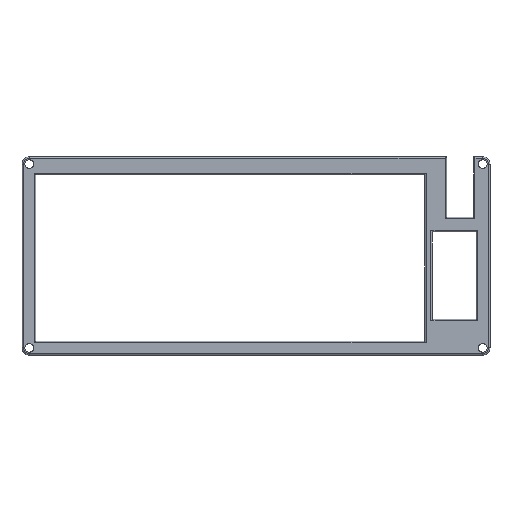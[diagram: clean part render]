
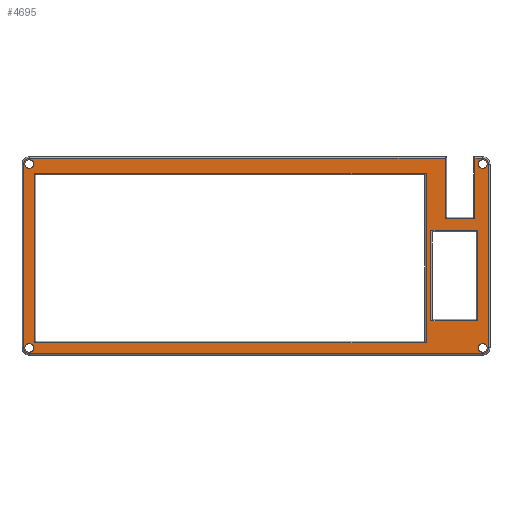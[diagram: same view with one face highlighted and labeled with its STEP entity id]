
A CAD part, top view. The second image highlights one B-rep face of the part: STEP entity #4695.
In plain terms, the highlighted planar face has unit normal (0, 0, 1).
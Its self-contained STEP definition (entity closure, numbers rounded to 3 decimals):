
#66=CIRCLE('',#4832,4.);
#68=CIRCLE('',#4838,4.);
#69=CIRCLE('',#4839,4.);
#70=CIRCLE('',#4840,4.);
#71=CIRCLE('',#4841,3.);
#72=CIRCLE('',#4842,3.);
#73=CIRCLE('',#4843,3.);
#74=CIRCLE('',#4844,3.);
#105=FACE_BOUND('',#695,.T.);
#106=FACE_BOUND('',#696,.T.);
#107=FACE_BOUND('',#697,.T.);
#108=FACE_BOUND('',#698,.T.);
#109=FACE_BOUND('',#699,.T.);
#110=FACE_BOUND('',#700,.T.);
#181=PLANE('',#4837);
#414=FACE_OUTER_BOUND('',#694,.T.);
#694=EDGE_LOOP('',(#4147,#4148,#4149,#4150,#4151,#4152,#4153,#4154,#4155,
#4156,#4157,#4158));
#695=EDGE_LOOP('',(#4159,#4160,#4161,#4162));
#696=EDGE_LOOP('',(#4163));
#697=EDGE_LOOP('',(#4164));
#698=EDGE_LOOP('',(#4165));
#699=EDGE_LOOP('',(#4166));
#700=EDGE_LOOP('',(#4167,#4168,#4169,#4170));
#1064=LINE('',#9282,#1438);
#1065=LINE('',#9286,#1439);
#1066=LINE('',#9288,#1440);
#1067=LINE('',#9290,#1441);
#1068=LINE('',#9292,#1442);
#1069=LINE('',#9294,#1443);
#1070=LINE('',#9298,#1444);
#1071=LINE('',#9302,#1445);
#1072=LINE('',#9306,#1446);
#1073=LINE('',#9308,#1447);
#1074=LINE('',#9310,#1448);
#1075=LINE('',#9311,#1449);
#1076=LINE('',#9322,#1450);
#1077=LINE('',#9324,#1451);
#1078=LINE('',#9326,#1452);
#1079=LINE('',#9327,#1453);
#1438=VECTOR('',#5400,10.);
#1439=VECTOR('',#5405,10.);
#1440=VECTOR('',#5406,10.);
#1441=VECTOR('',#5407,10.);
#1442=VECTOR('',#5408,10.);
#1443=VECTOR('',#5409,10.);
#1444=VECTOR('',#5412,10.);
#1445=VECTOR('',#5415,10.);
#1446=VECTOR('',#5418,10.);
#1447=VECTOR('',#5419,10.);
#1448=VECTOR('',#5420,10.);
#1449=VECTOR('',#5421,10.);
#1450=VECTOR('',#5430,10.);
#1451=VECTOR('',#5431,10.);
#1452=VECTOR('',#5432,10.);
#1453=VECTOR('',#5433,10.);
#2192=VERTEX_POINT('',#9265);
#2195=VERTEX_POINT('',#9270);
#2197=VERTEX_POINT('',#9281);
#2198=VERTEX_POINT('',#9285);
#2199=VERTEX_POINT('',#9287);
#2200=VERTEX_POINT('',#9289);
#2201=VERTEX_POINT('',#9291);
#2202=VERTEX_POINT('',#9293);
#2203=VERTEX_POINT('',#9295);
#2204=VERTEX_POINT('',#9297);
#2205=VERTEX_POINT('',#9299);
#2206=VERTEX_POINT('',#9301);
#2207=VERTEX_POINT('',#9304);
#2208=VERTEX_POINT('',#9305);
#2209=VERTEX_POINT('',#9307);
#2210=VERTEX_POINT('',#9309);
#2211=VERTEX_POINT('',#9312);
#2212=VERTEX_POINT('',#9314);
#2213=VERTEX_POINT('',#9316);
#2214=VERTEX_POINT('',#9318);
#2215=VERTEX_POINT('',#9320);
#2216=VERTEX_POINT('',#9321);
#2217=VERTEX_POINT('',#9323);
#2218=VERTEX_POINT('',#9325);
#2851=EDGE_CURVE('',#2195,#2192,#66,.T.);
#2856=EDGE_CURVE('',#2192,#2197,#1064,.T.);
#2858=EDGE_CURVE('',#2198,#2195,#1065,.T.);
#2859=EDGE_CURVE('',#2199,#2198,#1066,.T.);
#2860=EDGE_CURVE('',#2200,#2199,#1067,.T.);
#2861=EDGE_CURVE('',#2201,#2200,#1068,.T.);
#2862=EDGE_CURVE('',#2202,#2201,#1069,.T.);
#2863=EDGE_CURVE('',#2203,#2202,#68,.T.);
#2864=EDGE_CURVE('',#2204,#2203,#1070,.T.);
#2865=EDGE_CURVE('',#2205,#2204,#69,.T.);
#2866=EDGE_CURVE('',#2206,#2205,#1071,.T.);
#2867=EDGE_CURVE('',#2197,#2206,#70,.T.);
#2868=EDGE_CURVE('',#2207,#2208,#1072,.T.);
#2869=EDGE_CURVE('',#2209,#2207,#1073,.T.);
#2870=EDGE_CURVE('',#2210,#2209,#1074,.T.);
#2871=EDGE_CURVE('',#2208,#2210,#1075,.T.);
#2872=EDGE_CURVE('',#2211,#2211,#71,.T.);
#2873=EDGE_CURVE('',#2212,#2212,#72,.T.);
#2874=EDGE_CURVE('',#2213,#2213,#73,.T.);
#2875=EDGE_CURVE('',#2214,#2214,#74,.T.);
#2876=EDGE_CURVE('',#2215,#2216,#1076,.T.);
#2877=EDGE_CURVE('',#2217,#2215,#1077,.T.);
#2878=EDGE_CURVE('',#2218,#2217,#1078,.T.);
#2879=EDGE_CURVE('',#2216,#2218,#1079,.T.);
#4147=ORIENTED_EDGE('',*,*,#2851,.F.);
#4148=ORIENTED_EDGE('',*,*,#2858,.F.);
#4149=ORIENTED_EDGE('',*,*,#2859,.F.);
#4150=ORIENTED_EDGE('',*,*,#2860,.F.);
#4151=ORIENTED_EDGE('',*,*,#2861,.F.);
#4152=ORIENTED_EDGE('',*,*,#2862,.F.);
#4153=ORIENTED_EDGE('',*,*,#2863,.F.);
#4154=ORIENTED_EDGE('',*,*,#2864,.F.);
#4155=ORIENTED_EDGE('',*,*,#2865,.F.);
#4156=ORIENTED_EDGE('',*,*,#2866,.F.);
#4157=ORIENTED_EDGE('',*,*,#2867,.F.);
#4158=ORIENTED_EDGE('',*,*,#2856,.F.);
#4159=ORIENTED_EDGE('',*,*,#2868,.F.);
#4160=ORIENTED_EDGE('',*,*,#2869,.F.);
#4161=ORIENTED_EDGE('',*,*,#2870,.F.);
#4162=ORIENTED_EDGE('',*,*,#2871,.F.);
#4163=ORIENTED_EDGE('',*,*,#2872,.T.);
#4164=ORIENTED_EDGE('',*,*,#2873,.T.);
#4165=ORIENTED_EDGE('',*,*,#2874,.T.);
#4166=ORIENTED_EDGE('',*,*,#2875,.T.);
#4167=ORIENTED_EDGE('',*,*,#2876,.F.);
#4168=ORIENTED_EDGE('',*,*,#2877,.F.);
#4169=ORIENTED_EDGE('',*,*,#2878,.F.);
#4170=ORIENTED_EDGE('',*,*,#2879,.F.);
#4695=ADVANCED_FACE('',(#414,#105,#106,#107,#108,#109,#110),#181,.T.);
#4832=AXIS2_PLACEMENT_3D('',#9272,#5388,#5389);
#4837=AXIS2_PLACEMENT_3D('',#9284,#5403,#5404);
#4838=AXIS2_PLACEMENT_3D('',#9296,#5410,#5411);
#4839=AXIS2_PLACEMENT_3D('',#9300,#5413,#5414);
#4840=AXIS2_PLACEMENT_3D('',#9303,#5416,#5417);
#4841=AXIS2_PLACEMENT_3D('',#9313,#5422,#5423);
#4842=AXIS2_PLACEMENT_3D('',#9315,#5424,#5425);
#4843=AXIS2_PLACEMENT_3D('',#9317,#5426,#5427);
#4844=AXIS2_PLACEMENT_3D('',#9319,#5428,#5429);
#5388=DIRECTION('center_axis',(0.,0.,-1.));
#5389=DIRECTION('ref_axis',(0.707,0.707,0.));
#5400=DIRECTION('',(0.,-1.,0.));
#5403=DIRECTION('center_axis',(0.,0.,1.));
#5404=DIRECTION('ref_axis',(1.,0.,0.));
#5405=DIRECTION('',(1.,0.,0.));
#5406=DIRECTION('',(0.,1.,0.));
#5407=DIRECTION('',(1.,0.,0.));
#5408=DIRECTION('',(0.,-1.,0.));
#5409=DIRECTION('',(1.,0.,0.));
#5410=DIRECTION('center_axis',(0.,0.,-1.));
#5411=DIRECTION('ref_axis',(-0.707,0.707,0.));
#5412=DIRECTION('',(0.,1.,0.));
#5413=DIRECTION('center_axis',(0.,0.,-1.));
#5414=DIRECTION('ref_axis',(-0.707,-0.707,0.));
#5415=DIRECTION('',(-1.,0.,0.));
#5416=DIRECTION('center_axis',(0.,0.,-1.));
#5417=DIRECTION('ref_axis',(0.707,-0.707,0.));
#5418=DIRECTION('',(1.,0.,0.));
#5419=DIRECTION('',(0.,-1.,0.));
#5420=DIRECTION('',(-1.,0.,0.));
#5421=DIRECTION('',(0.,1.,0.));
#5422=DIRECTION('center_axis',(0.,0.,-1.));
#5423=DIRECTION('ref_axis',(1.,0.,0.));
#5424=DIRECTION('center_axis',(0.,0.,-1.));
#5425=DIRECTION('ref_axis',(1.,0.,0.));
#5426=DIRECTION('center_axis',(0.,0.,-1.));
#5427=DIRECTION('ref_axis',(1.,0.,0.));
#5428=DIRECTION('center_axis',(0.,0.,-1.));
#5429=DIRECTION('ref_axis',(1.,0.,0.));
#5430=DIRECTION('',(0.,-1.,0.));
#5431=DIRECTION('',(-1.,0.,0.));
#5432=DIRECTION('',(0.,1.,0.));
#5433=DIRECTION('',(1.,0.,0.));
#9265=CARTESIAN_POINT('',(310.5,127.2,1.5));
#9270=CARTESIAN_POINT('',(306.5,131.2,1.5));
#9272=CARTESIAN_POINT('Origin',(306.5,127.2,1.5));
#9281=CARTESIAN_POINT('',(310.5,1.2,1.5));
#9282=CARTESIAN_POINT('',(310.5,30.2,1.5));
#9284=CARTESIAN_POINT('Origin',(151.,64.2,1.5));
#9285=CARTESIAN_POINT('',(301.196,131.2,1.5));
#9286=CARTESIAN_POINT('',(231.25,131.2,1.5));
#9287=CARTESIAN_POINT('',(301.196,89.7,1.5));
#9288=CARTESIAN_POINT('',(301.196,98.2,1.5));
#9289=CARTESIAN_POINT('',(280.696,89.7,1.5));
#9290=CARTESIAN_POINT('',(225.598,89.7,1.5));
#9291=CARTESIAN_POINT('',(280.696,131.2,1.5));
#9292=CARTESIAN_POINT('',(280.696,77.45,1.5));
#9293=CARTESIAN_POINT('',(-4.5,131.2,1.5));
#9294=CARTESIAN_POINT('',(216.348,131.2,1.5));
#9295=CARTESIAN_POINT('',(-8.5,127.2,1.5));
#9296=CARTESIAN_POINT('Origin',(-4.5,127.2,1.5));
#9297=CARTESIAN_POINT('',(-8.5,1.2,1.5));
#9298=CARTESIAN_POINT('',(-8.5,98.2,1.5));
#9299=CARTESIAN_POINT('',(-4.5,-2.8,1.5));
#9300=CARTESIAN_POINT('Origin',(-4.5,1.2,1.5));
#9301=CARTESIAN_POINT('',(306.5,-2.8,1.5));
#9302=CARTESIAN_POINT('',(70.75,-2.8,1.5));
#9303=CARTESIAN_POINT('Origin',(306.5,1.2,1.5));
#9304=CARTESIAN_POINT('',(271.,19.7,1.5));
#9305=CARTESIAN_POINT('',(303.,19.7,1.5));
#9306=CARTESIAN_POINT('',(226.5,19.7,1.5));
#9307=CARTESIAN_POINT('',(271.,81.7,1.5));
#9308=CARTESIAN_POINT('',(271.,42.45,1.5));
#9309=CARTESIAN_POINT('',(303.,81.7,1.5));
#9310=CARTESIAN_POINT('',(211.5,81.7,1.5));
#9311=CARTESIAN_POINT('',(303.,72.45,1.5));
#9312=CARTESIAN_POINT('',(303.5,1.2,1.5));
#9313=CARTESIAN_POINT('Origin',(306.5,1.2,1.5));
#9314=CARTESIAN_POINT('',(303.5,127.2,1.5));
#9315=CARTESIAN_POINT('Origin',(306.5,127.2,1.5));
#9316=CARTESIAN_POINT('',(-7.5,127.2,1.5));
#9317=CARTESIAN_POINT('Origin',(-4.5,127.2,1.5));
#9318=CARTESIAN_POINT('',(-7.5,1.2,1.5));
#9319=CARTESIAN_POINT('Origin',(-4.5,1.2,1.5));
#9320=CARTESIAN_POINT('',(-1.,121.,1.5));
#9321=CARTESIAN_POINT('',(-1.,4.7,1.5));
#9322=CARTESIAN_POINT('',(-1.,34.95,1.5));
#9323=CARTESIAN_POINT('',(267.7,121.,1.5));
#9324=CARTESIAN_POINT('',(75.5,121.,1.5));
#9325=CARTESIAN_POINT('',(267.7,4.7,1.5));
#9326=CARTESIAN_POINT('',(267.7,92.1,1.5));
#9327=CARTESIAN_POINT('',(208.85,4.7,1.5));
